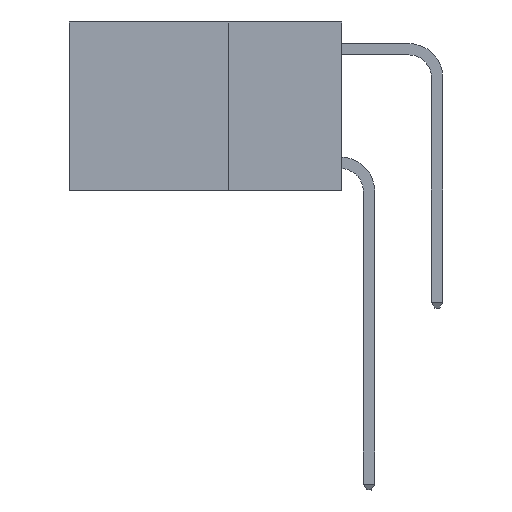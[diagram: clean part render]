
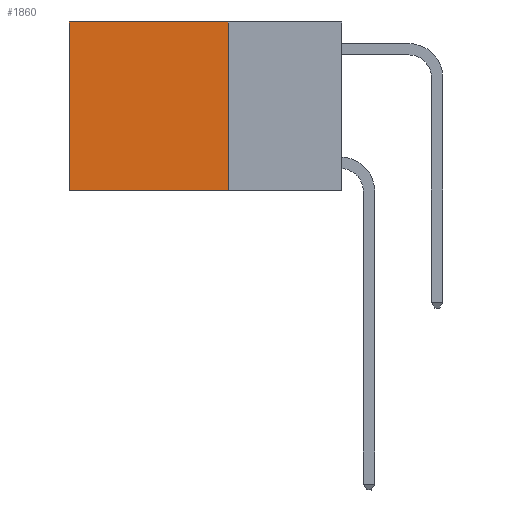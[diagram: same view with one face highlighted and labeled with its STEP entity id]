
A CAD part, left-side view. The second image highlights one B-rep face of the part: STEP entity #1860.
In plain terms, the highlighted planar face has unit normal (-1, 0, 0).
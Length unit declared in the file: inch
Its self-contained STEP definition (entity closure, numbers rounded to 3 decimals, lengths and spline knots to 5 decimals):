
#1255 = CARTESIAN_POINT ( 'NONE',  ( 0.2625, 0.6, -0.37 ) ) ;
#1458 = LINE ( 'NONE', #19096, #20224 ) ;
#1745 = VERTEX_POINT ( 'NONE', #25543 ) ;
#1860 = ADVANCED_FACE ( 'NONE', ( #22186 ), #8754, .F. ) ;
#2090 = ORIENTED_EDGE ( 'NONE', *, *, #15351, .T. ) ;
#2621 = DIRECTION ( 'NONE',  ( 1., 0., 0. ) ) ;
#3161 = VERTEX_POINT ( 'NONE', #18073 ) ;
#3262 = DIRECTION ( 'NONE',  ( 0., 0., -1. ) ) ;
#4745 = CARTESIAN_POINT ( 'NONE',  ( 0.2625, 0.25, 0. ) ) ;
#6489 = VERTEX_POINT ( 'NONE', #1255 ) ;
#6661 = LINE ( 'NONE', #18206, #25521 ) ;
#7184 = CARTESIAN_POINT ( 'NONE',  ( 0.2625, 0.25, -0.37 ) ) ;
#7478 = DIRECTION ( 'NONE',  ( 0., 1., 0. ) ) ;
#8754 = PLANE ( 'NONE',  #13810 ) ;
#11206 = DIRECTION ( 'NONE',  ( 0., 0., -1. ) ) ;
#13810 = AXIS2_PLACEMENT_3D ( 'NONE', #4745, #2621, #15539 ) ;
#14169 = VECTOR ( 'NONE', #7478, 39.37008 ) ;
#14586 = ORIENTED_EDGE ( 'NONE', *, *, #21003, .F. ) ;
#14591 = EDGE_CURVE ( 'NONE', #27330, #6489, #1458, .T. ) ;
#14755 = EDGE_CURVE ( 'NONE', #1745, #3161, #6661, .T. ) ;
#14981 = VECTOR ( 'NONE', #22121, 39.37008 ) ;
#15351 = EDGE_CURVE ( 'NONE', #1745, #27330, #20883, .T. ) ;
#15539 = DIRECTION ( 'NONE',  ( 0., 0., -1. ) ) ;
#15799 = ORIENTED_EDGE ( 'NONE', *, *, #14591, .T. ) ;
#15914 = LINE ( 'NONE', #7184, #14169 ) ;
#16130 = CARTESIAN_POINT ( 'NONE',  ( 0.2625, 0.6, 0. ) ) ;
#16442 = CARTESIAN_POINT ( 'NONE',  ( 0.2625, 0.25, 0. ) ) ;
#18073 = CARTESIAN_POINT ( 'NONE',  ( 0.2625, 0.25, -0.37 ) ) ;
#18206 = CARTESIAN_POINT ( 'NONE',  ( 0.2625, 0.25, 0. ) ) ;
#19096 = CARTESIAN_POINT ( 'NONE',  ( 0.2625, 0.6, 0. ) ) ;
#19760 = EDGE_LOOP ( 'NONE', ( #15799, #14586, #19836, #2090 ) ) ;
#19836 = ORIENTED_EDGE ( 'NONE', *, *, #14755, .F. ) ;
#20224 = VECTOR ( 'NONE', #3262, 39.37008 ) ;
#20883 = LINE ( 'NONE', #16442, #14981 ) ;
#21003 = EDGE_CURVE ( 'NONE', #3161, #6489, #15914, .T. ) ;
#22121 = DIRECTION ( 'NONE',  ( 0., 1., 0. ) ) ;
#22186 = FACE_OUTER_BOUND ( 'NONE', #19760, .T. ) ;
#25521 = VECTOR ( 'NONE', #11206, 39.37008 ) ;
#25543 = CARTESIAN_POINT ( 'NONE',  ( 0.2625, 0.25, 0. ) ) ;
#27330 = VERTEX_POINT ( 'NONE', #16130 ) ;
